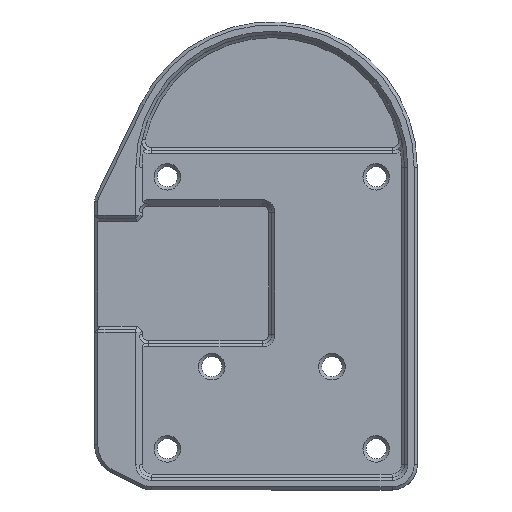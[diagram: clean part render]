
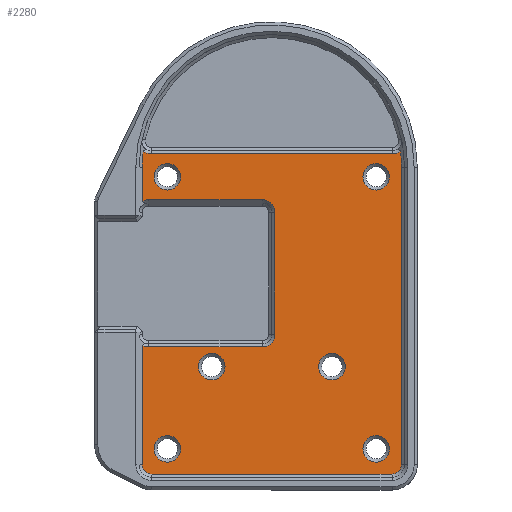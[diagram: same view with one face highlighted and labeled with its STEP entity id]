
A CAD part, top view. The second image highlights one B-rep face of the part: STEP entity #2280.
In plain terms, the highlighted planar face has unit normal (0, 0, 1).
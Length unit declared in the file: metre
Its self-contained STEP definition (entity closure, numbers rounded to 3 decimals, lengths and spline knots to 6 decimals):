
#173=LINE('',#3637,#419);
#174=LINE('',#3644,#420);
#175=LINE('',#3648,#421);
#176=LINE('',#3652,#422);
#177=LINE('',#3656,#423);
#178=LINE('',#3660,#424);
#179=LINE('',#3664,#425);
#180=LINE('',#3668,#426);
#419=VECTOR('',#2896,1.);
#420=VECTOR('',#2901,1.);
#421=VECTOR('',#2904,1.);
#422=VECTOR('',#2907,1.);
#423=VECTOR('',#2910,1.);
#424=VECTOR('',#2913,1.);
#425=VECTOR('',#2916,1.);
#426=VECTOR('',#2919,1.);
#739=ORIENTED_EDGE('',*,*,#1363,.T.);
#740=ORIENTED_EDGE('',*,*,#1364,.T.);
#741=ORIENTED_EDGE('',*,*,#1365,.T.);
#742=ORIENTED_EDGE('',*,*,#1366,.T.);
#743=ORIENTED_EDGE('',*,*,#1367,.T.);
#744=ORIENTED_EDGE('',*,*,#1368,.T.);
#745=ORIENTED_EDGE('',*,*,#1369,.T.);
#746=ORIENTED_EDGE('',*,*,#1370,.T.);
#747=ORIENTED_EDGE('',*,*,#1371,.T.);
#748=ORIENTED_EDGE('',*,*,#1372,.T.);
#749=ORIENTED_EDGE('',*,*,#1373,.T.);
#750=ORIENTED_EDGE('',*,*,#1374,.T.);
#751=ORIENTED_EDGE('',*,*,#1375,.T.);
#752=ORIENTED_EDGE('',*,*,#1376,.T.);
#753=ORIENTED_EDGE('',*,*,#1377,.T.);
#754=ORIENTED_EDGE('',*,*,#1378,.T.);
#755=ORIENTED_EDGE('',*,*,#1379,.T.);
#756=ORIENTED_EDGE('',*,*,#1380,.T.);
#757=ORIENTED_EDGE('',*,*,#1381,.T.);
#758=ORIENTED_EDGE('',*,*,#1382,.T.);
#759=ORIENTED_EDGE('',*,*,#1383,.T.);
#760=ORIENTED_EDGE('',*,*,#1384,.T.);
#761=ORIENTED_EDGE('',*,*,#1385,.T.);
#762=ORIENTED_EDGE('',*,*,#1386,.T.);
#1363=EDGE_CURVE('',#1675,#1675,#1785,.F.);
#1364=EDGE_CURVE('',#1676,#1676,#1786,.F.);
#1365=EDGE_CURVE('',#1677,#1677,#1787,.F.);
#1366=EDGE_CURVE('',#1678,#1678,#1788,.F.);
#1367=EDGE_CURVE('',#1679,#1679,#1789,.F.);
#1368=EDGE_CURVE('',#1680,#1680,#1790,.F.);
#1369=EDGE_CURVE('',#1681,#1682,#173,.T.);
#1370=EDGE_CURVE('',#1682,#1683,#1791,.F.);
#1371=EDGE_CURVE('',#1683,#1684,#1792,.T.);
#1372=EDGE_CURVE('',#1684,#1685,#174,.T.);
#1373=EDGE_CURVE('',#1685,#1686,#1793,.F.);
#1374=EDGE_CURVE('',#1686,#1687,#175,.T.);
#1375=EDGE_CURVE('',#1687,#1688,#1794,.F.);
#1376=EDGE_CURVE('',#1688,#1689,#176,.T.);
#1377=EDGE_CURVE('',#1689,#1690,#1795,.F.);
#1378=EDGE_CURVE('',#1690,#1691,#177,.T.);
#1379=EDGE_CURVE('',#1691,#1692,#1796,.F.);
#1380=EDGE_CURVE('',#1692,#1693,#178,.T.);
#1381=EDGE_CURVE('',#1693,#1694,#1797,.T.);
#1382=EDGE_CURVE('',#1694,#1695,#179,.T.);
#1383=EDGE_CURVE('',#1695,#1696,#1798,.T.);
#1384=EDGE_CURVE('',#1696,#1697,#180,.T.);
#1385=EDGE_CURVE('',#1697,#1698,#1799,.T.);
#1386=EDGE_CURVE('',#1698,#1681,#1800,.F.);
#1675=VERTEX_POINT('',#3626);
#1676=VERTEX_POINT('',#3628);
#1677=VERTEX_POINT('',#3630);
#1678=VERTEX_POINT('',#3632);
#1679=VERTEX_POINT('',#3634);
#1680=VERTEX_POINT('',#3636);
#1681=VERTEX_POINT('',#3638);
#1682=VERTEX_POINT('',#3639);
#1683=VERTEX_POINT('',#3641);
#1684=VERTEX_POINT('',#3643);
#1685=VERTEX_POINT('',#3645);
#1686=VERTEX_POINT('',#3647);
#1687=VERTEX_POINT('',#3649);
#1688=VERTEX_POINT('',#3651);
#1689=VERTEX_POINT('',#3653);
#1690=VERTEX_POINT('',#3655);
#1691=VERTEX_POINT('',#3657);
#1692=VERTEX_POINT('',#3659);
#1693=VERTEX_POINT('',#3661);
#1694=VERTEX_POINT('',#3663);
#1695=VERTEX_POINT('',#3665);
#1696=VERTEX_POINT('',#3667);
#1697=VERTEX_POINT('',#3669);
#1698=VERTEX_POINT('',#3671);
#1785=CIRCLE('',#2483,0.0021);
#1786=CIRCLE('',#2484,0.0021);
#1787=CIRCLE('',#2485,0.0021);
#1788=CIRCLE('',#2486,0.0021);
#1789=CIRCLE('',#2487,0.0021);
#1790=CIRCLE('',#2488,0.0021);
#1791=CIRCLE('',#2489,0.002);
#1792=CIRCLE('',#2490,0.0205);
#1793=CIRCLE('',#2491,0.002);
#1794=CIRCLE('',#2492,0.002);
#1795=CIRCLE('',#2493,0.002);
#1796=CIRCLE('',#2494,0.002);
#1797=CIRCLE('',#2495,0.0015);
#1798=CIRCLE('',#2496,0.0015);
#1799=CIRCLE('',#2497,0.0205);
#1800=CIRCLE('',#2498,0.002);
#1859=EDGE_LOOP('',(#739));
#1860=EDGE_LOOP('',(#740));
#1861=EDGE_LOOP('',(#741));
#1862=EDGE_LOOP('',(#742));
#1863=EDGE_LOOP('',(#743));
#1864=EDGE_LOOP('',(#744));
#1865=EDGE_LOOP('',(#745,#746,#747,#748,#749,#750,#751,#752,#753,#754,#755,
#756,#757,#758,#759,#760,#761,#762));
#2029=FACE_BOUND('',#1859,.T.);
#2030=FACE_BOUND('',#1860,.T.);
#2031=FACE_BOUND('',#1861,.T.);
#2032=FACE_BOUND('',#1862,.T.);
#2033=FACE_BOUND('',#1863,.T.);
#2034=FACE_BOUND('',#1864,.T.);
#2035=FACE_BOUND('',#1865,.T.);
#2173=PLANE('',#2482);
#2280=ADVANCED_FACE('',(#2029,#2030,#2031,#2032,#2033,#2034,#2035),#2173,
 .T.);
#2482=AXIS2_PLACEMENT_3D('',#3624,#2882,#2883);
#2483=AXIS2_PLACEMENT_3D('',#3625,#2884,#2885);
#2484=AXIS2_PLACEMENT_3D('',#3627,#2886,#2887);
#2485=AXIS2_PLACEMENT_3D('',#3629,#2888,#2889);
#2486=AXIS2_PLACEMENT_3D('',#3631,#2890,#2891);
#2487=AXIS2_PLACEMENT_3D('',#3633,#2892,#2893);
#2488=AXIS2_PLACEMENT_3D('',#3635,#2894,#2895);
#2489=AXIS2_PLACEMENT_3D('',#3640,#2897,#2898);
#2490=AXIS2_PLACEMENT_3D('',#3642,#2899,#2900);
#2491=AXIS2_PLACEMENT_3D('',#3646,#2902,#2903);
#2492=AXIS2_PLACEMENT_3D('',#3650,#2905,#2906);
#2493=AXIS2_PLACEMENT_3D('',#3654,#2908,#2909);
#2494=AXIS2_PLACEMENT_3D('',#3658,#2911,#2912);
#2495=AXIS2_PLACEMENT_3D('',#3662,#2914,#2915);
#2496=AXIS2_PLACEMENT_3D('',#3666,#2917,#2918);
#2497=AXIS2_PLACEMENT_3D('',#3670,#2920,#2921);
#2498=AXIS2_PLACEMENT_3D('',#3672,#2922,#2923);
#2882=DIRECTION('',(0.,0.,1.));
#2883=DIRECTION('',(1.,0.,0.));
#2884=DIRECTION('',(0.,0.,1.));
#2885=DIRECTION('',(1.,0.,0.));
#2886=DIRECTION('',(0.,0.,1.));
#2887=DIRECTION('',(1.,0.,0.));
#2888=DIRECTION('',(0.,0.,1.));
#2889=DIRECTION('',(1.,0.,0.));
#2890=DIRECTION('',(0.,0.,1.));
#2891=DIRECTION('',(1.,0.,0.));
#2892=DIRECTION('',(0.,0.,1.));
#2893=DIRECTION('',(1.,0.,0.));
#2894=DIRECTION('',(0.,0.,1.));
#2895=DIRECTION('',(1.,0.,0.));
#2896=DIRECTION('',(-1.,0.,0.));
#2897=DIRECTION('',(0.,0.,1.));
#2898=DIRECTION('',(1.,0.,0.));
#2899=DIRECTION('',(0.,0.,1.));
#2900=DIRECTION('',(1.,0.,0.));
#2901=DIRECTION('',(0.,-1.,0.));
#2902=DIRECTION('',(0.,0.,1.));
#2903=DIRECTION('',(1.,0.,0.));
#2904=DIRECTION('',(1.,0.,0.));
#2905=DIRECTION('',(0.,0.,1.));
#2906=DIRECTION('',(1.,0.,0.));
#2907=DIRECTION('',(0.,-1.,0.));
#2908=DIRECTION('',(0.,0.,1.));
#2909=DIRECTION('',(1.,0.,0.));
#2910=DIRECTION('',(-1.,0.,0.));
#2911=DIRECTION('',(0.,0.,1.));
#2912=DIRECTION('',(1.,0.,0.));
#2913=DIRECTION('',(0.,-1.,0.));
#2914=DIRECTION('',(0.,0.,1.));
#2915=DIRECTION('',(1.,0.,0.));
#2916=DIRECTION('',(1.,0.,0.));
#2917=DIRECTION('',(0.,0.,1.));
#2918=DIRECTION('',(1.,0.,0.));
#2919=DIRECTION('',(0.,1.,0.));
#2920=DIRECTION('',(0.,0.,1.));
#2921=DIRECTION('',(1.,0.,0.));
#2922=DIRECTION('',(0.,0.,1.));
#2923=DIRECTION('',(1.,0.,0.));
#3624=CARTESIAN_POINT('',(-0.072261,0.037762,0.0317));
#3625=CARTESIAN_POINT('',(-0.060464,0.019283,0.0317));
#3626=CARTESIAN_POINT('',(-0.058364,0.019283,0.0317));
#3627=CARTESIAN_POINT('',(-0.079464,0.019283,0.0317));
#3628=CARTESIAN_POINT('',(-0.077364,0.019283,0.0317));
#3629=CARTESIAN_POINT('',(-0.086464,0.049283,0.0317));
#3630=CARTESIAN_POINT('',(-0.084364,0.049283,0.0317));
#3631=CARTESIAN_POINT('',(-0.053464,0.049283,0.0317));
#3632=CARTESIAN_POINT('',(-0.051364,0.049283,0.0317));
#3633=CARTESIAN_POINT('',(-0.053464,0.006283,0.0317));
#3634=CARTESIAN_POINT('',(-0.051364,0.006283,0.0317));
#3635=CARTESIAN_POINT('',(-0.086464,0.006283,0.0317));
#3636=CARTESIAN_POINT('',(-0.084364,0.006283,0.0317));
#3637=CARTESIAN_POINT('',(-0.089021,0.052916,0.0317));
#3638=CARTESIAN_POINT('',(-0.050907,0.052916,0.0317));
#3639=CARTESIAN_POINT('',(-0.089021,0.052916,0.0317));
#3640=CARTESIAN_POINT('',(-0.089021,0.054916,0.0317));
#3641=CARTESIAN_POINT('',(-0.090299,0.053378,0.0317));
#3642=CARTESIAN_POINT('',(-0.069964,0.050783,0.0317));
#3643=CARTESIAN_POINT('',(-0.090464,0.050783,0.0317));
#3644=CARTESIAN_POINT('',(-0.090464,0.037762,0.0317));
#3645=CARTESIAN_POINT('',(-0.090464,0.045382,0.0317));
#3646=CARTESIAN_POINT('',(-0.089464,0.04365,0.0317));
#3647=CARTESIAN_POINT('',(-0.089464,0.04565,0.0317));
#3648=CARTESIAN_POINT('',(-0.072261,0.04565,0.0317));
#3649=CARTESIAN_POINT('',(-0.071464,0.04565,0.0317));
#3650=CARTESIAN_POINT('',(-0.071464,0.04365,0.0317));
#3651=CARTESIAN_POINT('',(-0.069464,0.04365,0.0317));
#3652=CARTESIAN_POINT('',(-0.069464,0.024383,0.0317));
#3653=CARTESIAN_POINT('',(-0.069464,0.024383,0.0317));
#3654=CARTESIAN_POINT('',(-0.071464,0.024383,0.0317));
#3655=CARTESIAN_POINT('',(-0.071464,0.022383,0.0317));
#3656=CARTESIAN_POINT('',(-0.072261,0.022383,0.0317));
#3657=CARTESIAN_POINT('',(-0.089464,0.022383,0.0317));
#3658=CARTESIAN_POINT('',(-0.089464,0.024383,0.0317));
#3659=CARTESIAN_POINT('',(-0.090464,0.022651,0.0317));
#3660=CARTESIAN_POINT('',(-0.090464,0.037762,0.0317));
#3661=CARTESIAN_POINT('',(-0.090464,0.003783,0.0317));
#3662=CARTESIAN_POINT('',(-0.088964,0.003783,0.0317));
#3663=CARTESIAN_POINT('',(-0.088964,0.002283,0.0317));
#3664=CARTESIAN_POINT('',(-0.050964,0.002283,0.0317));
#3665=CARTESIAN_POINT('',(-0.050964,0.002283,0.0317));
#3666=CARTESIAN_POINT('',(-0.050964,0.003783,0.0317));
#3667=CARTESIAN_POINT('',(-0.049464,0.003783,0.0317));
#3668=CARTESIAN_POINT('',(-0.049464,0.050783,0.0317));
#3669=CARTESIAN_POINT('',(-0.049464,0.050783,0.0317));
#3670=CARTESIAN_POINT('',(-0.069964,0.050783,0.0317));
#3671=CARTESIAN_POINT('',(-0.049629,0.053378,0.0317));
#3672=CARTESIAN_POINT('',(-0.050907,0.054916,0.0317));
